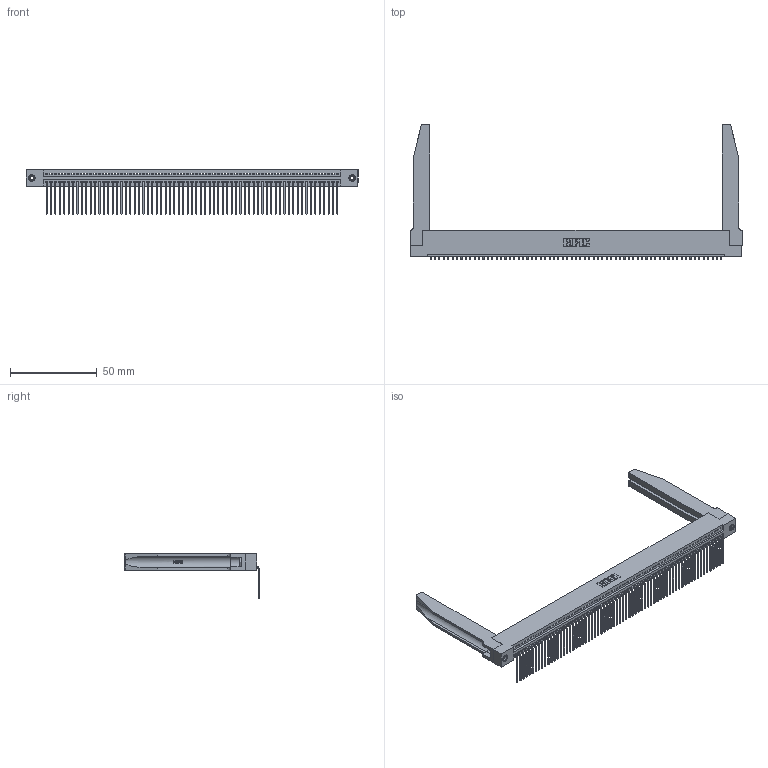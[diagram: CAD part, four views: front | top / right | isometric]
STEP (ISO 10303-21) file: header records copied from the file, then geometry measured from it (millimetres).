
FILE_DESCRIPTION (( 'STEP AP203' ), '1' );
FILE_NAME ('395-067-559-178.STEP', '2019-10-25T14:09:11', ( '' ), ( '' ), 'SwSTEP 2.0', 'SolidWorks 2016', '' );
FILE_SCHEMA (( 'CONFIG_CONTROL_DESIGN' ));
Length unit declared in the file: inch
Products named in the file (5): 395-067-559-178; 345 Part_Flush Mounting Lugs - 0.156 Dia-TH; 345-220-078_345-220-078; 345-292-001_558 559 Tail - 1; 345-250-001_345-250-001-102
Assembly tree (72 placements, depth 2):
  395-067-559-178
    345 Part_Flush Mounting Lugs - 0.156 Dia-TH
    345-292-001_558 559 Tail - 1  x67
    345-250-001_345-250-001-102  x2
    345-220-078_345-220-078  x2
Bounding box: 191.41 x 77.71 x 25.53 mm (x, y, z)
Volume: 26379.2 mm3; surface area: 33226.4 mm2
Topology: 72 solids, 72 shells, 4380 faces, 13143 edges, 8662 vertices
Faces by surface type: plane 3036, cylinder 1292, bspline 36, cone 12, torus 4
Entity records: 51884 total; most frequent: CARTESIAN_POINT 9884, ORIENTED_EDGE 8782, DIRECTION 7603, EDGE_CURVE 4391, LINE 3897, VECTOR 3897, VERTEX_POINT 2920, AXIS2_PLACEMENT_3D 1853
